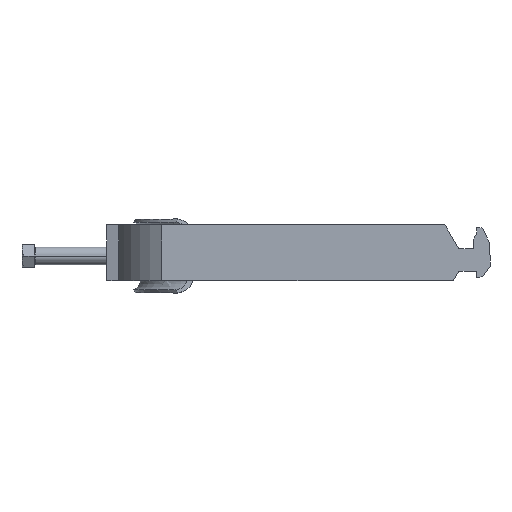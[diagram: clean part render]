
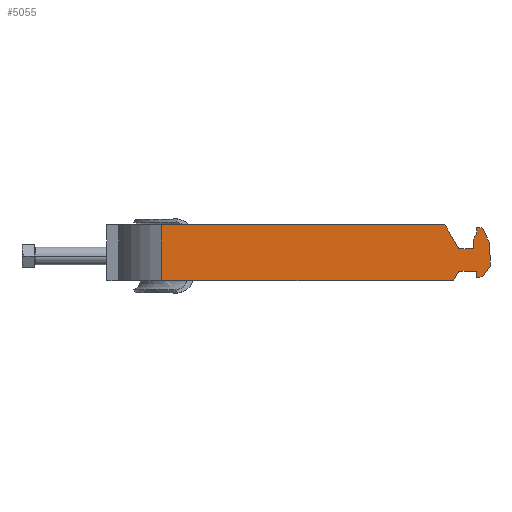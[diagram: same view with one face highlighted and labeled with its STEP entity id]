
A CAD part, left-side view. The second image highlights one B-rep face of the part: STEP entity #5055.
In plain terms, the highlighted planar face has unit normal (-1, 0, 0).
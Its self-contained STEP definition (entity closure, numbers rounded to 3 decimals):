
#340 = EDGE_CURVE ( 'NONE', #8485, #8501, #6522, .T. ) ;
#345 = CARTESIAN_POINT ( 'NONE',  ( -35., -172., 12.5 ) ) ;
#443 = ORIENTED_EDGE ( 'NONE', *, *, #4739, .F. ) ;
#453 = VECTOR ( 'NONE', #11524, 1000. ) ;
#625 = VERTEX_POINT ( 'NONE', #7153 ) ;
#713 = DIRECTION ( 'NONE',  ( 0., 0.5, -0.866 ) ) ;
#999 = DIRECTION ( 'NONE',  ( 0., 0.574, -0.819 ) ) ;
#1247 = EDGE_CURVE ( 'NONE', #10673, #10223, #11443, .T. ) ;
#1327 = LINE ( 'NONE', #4401, #2630 ) ;
#1465 = DIRECTION ( 'NONE',  ( 0., 0., -1. ) ) ;
#1778 = EDGE_CURVE ( 'NONE', #12697, #12221, #8232, .T. ) ;
#1822 = ORIENTED_EDGE ( 'NONE', *, *, #8777, .F. ) ;
#1836 = FACE_OUTER_BOUND ( 'NONE', #6351, .T. ) ;
#1889 = LINE ( 'NONE', #9770, #10869 ) ;
#1899 = DIRECTION ( 'NONE',  ( 0., 1., 0. ) ) ;
#2207 = EDGE_CURVE ( 'NONE', #4967, #9292, #12219, .T. ) ;
#2226 = VERTEX_POINT ( 'NONE', #7055 ) ;
#2274 = ORIENTED_EDGE ( 'NONE', *, *, #2207, .T. ) ;
#2331 = CARTESIAN_POINT ( 'NONE',  ( -35., -24.69, 12.5 ) ) ;
#2491 = VECTOR ( 'NONE', #3120, 1000. ) ;
#2630 = VECTOR ( 'NONE', #8199, 1000. ) ;
#2806 = VECTOR ( 'NONE', #9489, 1000. ) ;
#3113 = CARTESIAN_POINT ( 'NONE',  ( -35., -168., 11.25 ) ) ;
#3120 = DIRECTION ( 'NONE',  ( 0., 1., 0. ) ) ;
#3135 = VECTOR ( 'NONE', #7384, 1000. ) ;
#3219 = VECTOR ( 'NONE', #12665, 1000. ) ;
#3239 = EDGE_CURVE ( 'NONE', #10223, #6387, #10745, .T. ) ;
#3284 = CARTESIAN_POINT ( 'NONE',  ( -35., -204., -11.25 ) ) ;
#3293 = ORIENTED_EDGE ( 'NONE', *, *, #9798, .F. ) ;
#3394 = CARTESIAN_POINT ( 'NONE',  ( -35., -204., -12.5 ) ) ;
#3466 = LINE ( 'NONE', #12571, #453 ) ;
#3547 = LINE ( 'NONE', #6499, #3219 ) ;
#3570 = CARTESIAN_POINT ( 'NONE',  ( -35., -164.5, 1.75 ) ) ;
#3641 = VERTEX_POINT ( 'NONE', #6881 ) ;
#3673 = ORIENTED_EDGE ( 'NONE', *, *, #340, .F. ) ;
#3720 = PLANE ( 'NONE',  #10642 ) ;
#3847 = CARTESIAN_POINT ( 'NONE',  ( -35., -155.546, -12.5 ) ) ;
#4173 = VERTEX_POINT ( 'NONE', #4995 ) ;
#4216 = VERTEX_POINT ( 'NONE', #9049 ) ;
#4220 = DIRECTION ( 'NONE',  ( 0., 0., 1. ) ) ;
#4294 = LINE ( 'NONE', #8168, #3135 ) ;
#4342 = EDGE_CURVE ( 'NONE', #625, #8485, #5946, .T. ) ;
#4348 = VECTOR ( 'NONE', #6943, 1000. ) ;
#4401 = CARTESIAN_POINT ( 'NONE',  ( -35., -166., 12.5 ) ) ;
#4419 = VERTEX_POINT ( 'NONE', #3847 ) ;
#4506 = CARTESIAN_POINT ( 'NONE',  ( -35., -204., 11.25 ) ) ;
#4739 = EDGE_CURVE ( 'NONE', #4419, #2226, #11317, .T. ) ;
#4793 = EDGE_CURVE ( 'NONE', #2226, #9292, #6389, .T. ) ;
#4967 = VERTEX_POINT ( 'NONE', #11770 ) ;
#4995 = CARTESIAN_POINT ( 'NONE',  ( -35., -158., -8.25 ) ) ;
#5055 = ADVANCED_FACE ( 'NONE', ( #1836 ), #3720, .F. ) ;
#5100 = EDGE_CURVE ( 'NONE', #4173, #4419, #10719, .T. ) ;
#5160 = DIRECTION ( 'NONE',  ( 0., -0.574, 0.819 ) ) ;
#5283 = CARTESIAN_POINT ( 'NONE',  ( -35., -180.498, 28.956 ) ) ;
#5444 = CARTESIAN_POINT ( 'NONE',  ( -35., -172., -6.075 ) ) ;
#5521 = EDGE_CURVE ( 'NONE', #12221, #10673, #1327, .T. ) ;
#5689 = DIRECTION ( 'NONE',  ( 1., 0., 0. ) ) ;
#5766 = VERTEX_POINT ( 'NONE', #12521 ) ;
#5905 = CARTESIAN_POINT ( 'NONE',  ( -35., -206.704, 6.427 ) ) ;
#5918 = CARTESIAN_POINT ( 'NONE',  ( -35., -188.51, -5.96 ) ) ;
#5946 = LINE ( 'NONE', #3284, #6598 ) ;
#5948 = VECTOR ( 'NONE', #8499, 1000. ) ;
#6135 = ORIENTED_EDGE ( 'NONE', *, *, #3239, .F. ) ;
#6164 = EDGE_CURVE ( 'NONE', #8501, #4173, #3466, .T. ) ;
#6351 = EDGE_LOOP ( 'NONE', ( #10409, #11106, #3673, #11841, #9549, #3293, #9224, #12987, #6135, #12365, #10477, #12687, #9627, #1822, #10844, #2274, #11630, #443 ) ) ;
#6387 = VERTEX_POINT ( 'NONE', #9778 ) ;
#6389 = LINE ( 'NONE', #2331, #6393 ) ;
#6393 = VECTOR ( 'NONE', #4220, 1000. ) ;
#6499 = CARTESIAN_POINT ( 'NONE',  ( -35., -174.043, -0.838 ) ) ;
#6522 = LINE ( 'NONE', #11428, #2806 ) ;
#6598 = VECTOR ( 'NONE', #7280, 1000. ) ;
#6740 = CARTESIAN_POINT ( 'NONE',  ( -35., -204., 12.5 ) ) ;
#6881 = CARTESIAN_POINT ( 'NONE',  ( -35., -158., 1.75 ) ) ;
#6943 = DIRECTION ( 'NONE',  ( 0., 0.914, -0.407 ) ) ;
#7055 = CARTESIAN_POINT ( 'NONE',  ( -35., -24.69, -12.5 ) ) ;
#7101 = VERTEX_POINT ( 'NONE', #5444 ) ;
#7153 = CARTESIAN_POINT ( 'NONE',  ( -35., -167., -11.25 ) ) ;
#7280 = DIRECTION ( 'NONE',  ( 0., 1., 0. ) ) ;
#7384 = DIRECTION ( 'NONE',  ( 0., -0.5, -0.866 ) ) ;
#7517 = CARTESIAN_POINT ( 'NONE',  ( -35., -166., 8.25 ) ) ;
#7633 = CARTESIAN_POINT ( 'NONE',  ( -35., -164.5, 6.108 ) ) ;
#7693 = DIRECTION ( 'NONE',  ( 0., -0.766, -0.643 ) ) ;
#8040 = VECTOR ( 'NONE', #5160, 1000. ) ;
#8045 = CARTESIAN_POINT ( 'NONE',  ( -35., -204., 12.5 ) ) ;
#8051 = CARTESIAN_POINT ( 'NONE',  ( -35., -204., 1.75 ) ) ;
#8168 = CARTESIAN_POINT ( 'NONE',  ( -35., -164.845, -10.106 ) ) ;
#8199 = DIRECTION ( 'NONE',  ( 0., 0., 1. ) ) ;
#8232 = LINE ( 'NONE', #5283, #8040 ) ;
#8428 = EDGE_CURVE ( 'NONE', #5766, #7101, #10279, .T. ) ;
#8485 = VERTEX_POINT ( 'NONE', #10616 ) ;
#8499 = DIRECTION ( 'NONE',  ( 0., -1., 0. ) ) ;
#8501 = VERTEX_POINT ( 'NONE', #8601 ) ;
#8601 = CARTESIAN_POINT ( 'NONE',  ( -35., -166., -8.25 ) ) ;
#8777 = EDGE_CURVE ( 'NONE', #3641, #9071, #11176, .T. ) ;
#9049 = CARTESIAN_POINT ( 'NONE',  ( -35., -169., -10.36 ) ) ;
#9071 = VERTEX_POINT ( 'NONE', #3570 ) ;
#9087 = DIRECTION ( 'NONE',  ( 0., -1., 0. ) ) ;
#9112 = EDGE_CURVE ( 'NONE', #9071, #12697, #1889, .T. ) ;
#9136 = VECTOR ( 'NONE', #9087, 1000. ) ;
#9224 = ORIENTED_EDGE ( 'NONE', *, *, #8428, .F. ) ;
#9292 = VERTEX_POINT ( 'NONE', #10105 ) ;
#9489 = DIRECTION ( 'NONE',  ( 0., 0., 1. ) ) ;
#9549 = ORIENTED_EDGE ( 'NONE', *, *, #11892, .F. ) ;
#9627 = ORIENTED_EDGE ( 'NONE', *, *, #9112, .F. ) ;
#9712 = CARTESIAN_POINT ( 'NONE',  ( -35., -178.485, 27.231 ) ) ;
#9770 = CARTESIAN_POINT ( 'NONE',  ( -35., -164.5, 12.5 ) ) ;
#9778 = CARTESIAN_POINT ( 'NONE',  ( -35., -169.055, 10.365 ) ) ;
#9798 = EDGE_CURVE ( 'NONE', #7101, #4216, #9952, .T. ) ;
#9896 = VECTOR ( 'NONE', #999, 1000. ) ;
#9952 = LINE ( 'NONE', #11129, #9896 ) ;
#9981 = DIRECTION ( 'NONE',  ( 0., 0., 1. ) ) ;
#10105 = CARTESIAN_POINT ( 'NONE',  ( -35., -24.69, 12.5 ) ) ;
#10124 = LINE ( 'NONE', #5905, #4348 ) ;
#10211 = CARTESIAN_POINT ( 'NONE',  ( -35., -166., 11.25 ) ) ;
#10223 = VERTEX_POINT ( 'NONE', #3113 ) ;
#10279 = LINE ( 'NONE', #345, #11096 ) ;
#10409 = ORIENTED_EDGE ( 'NONE', *, *, #5100, .F. ) ;
#10477 = ORIENTED_EDGE ( 'NONE', *, *, #5521, .F. ) ;
#10616 = CARTESIAN_POINT ( 'NONE',  ( -35., -166., -11.25 ) ) ;
#10642 = AXIS2_PLACEMENT_3D ( 'NONE', #6740, #5689, #1899 ) ;
#10673 = VERTEX_POINT ( 'NONE', #10211 ) ;
#10719 = LINE ( 'NONE', #9712, #11710 ) ;
#10745 = LINE ( 'NONE', #5918, #11566 ) ;
#10844 = ORIENTED_EDGE ( 'NONE', *, *, #12055, .F. ) ;
#10869 = VECTOR ( 'NONE', #9981, 1000. ) ;
#11070 = VECTOR ( 'NONE', #11517, 1000. ) ;
#11096 = VECTOR ( 'NONE', #1465, 1000. ) ;
#11106 = ORIENTED_EDGE ( 'NONE', *, *, #6164, .F. ) ;
#11129 = CARTESIAN_POINT ( 'NONE',  ( -35., -191.255, 21.424 ) ) ;
#11176 = LINE ( 'NONE', #8051, #9136 ) ;
#11317 = LINE ( 'NONE', #3394, #11070 ) ;
#11428 = CARTESIAN_POINT ( 'NONE',  ( -35., -166., 12.5 ) ) ;
#11443 = LINE ( 'NONE', #4506, #5948 ) ;
#11517 = DIRECTION ( 'NONE',  ( 0., 1., 0. ) ) ;
#11524 = DIRECTION ( 'NONE',  ( 0., 1., 0. ) ) ;
#11566 = VECTOR ( 'NONE', #7693, 1000. ) ;
#11630 = ORIENTED_EDGE ( 'NONE', *, *, #4793, .F. ) ;
#11710 = VECTOR ( 'NONE', #713, 1000. ) ;
#11770 = CARTESIAN_POINT ( 'NONE',  ( -35., -151.793, 12.5 ) ) ;
#11841 = ORIENTED_EDGE ( 'NONE', *, *, #4342, .F. ) ;
#11892 = EDGE_CURVE ( 'NONE', #4216, #625, #10124, .T. ) ;
#12055 = EDGE_CURVE ( 'NONE', #4967, #3641, #4294, .T. ) ;
#12219 = LINE ( 'NONE', #8045, #2491 ) ;
#12221 = VERTEX_POINT ( 'NONE', #7517 ) ;
#12365 = ORIENTED_EDGE ( 'NONE', *, *, #1247, .F. ) ;
#12521 = CARTESIAN_POINT ( 'NONE',  ( -35., -172., 3.75 ) ) ;
#12571 = CARTESIAN_POINT ( 'NONE',  ( -35., -204., -8.25 ) ) ;
#12665 = DIRECTION ( 'NONE',  ( 0., -0.407, -0.914 ) ) ;
#12687 = ORIENTED_EDGE ( 'NONE', *, *, #1778, .F. ) ;
#12697 = VERTEX_POINT ( 'NONE', #7633 ) ;
#12935 = EDGE_CURVE ( 'NONE', #6387, #5766, #3547, .T. ) ;
#12987 = ORIENTED_EDGE ( 'NONE', *, *, #12935, .F. ) ;
